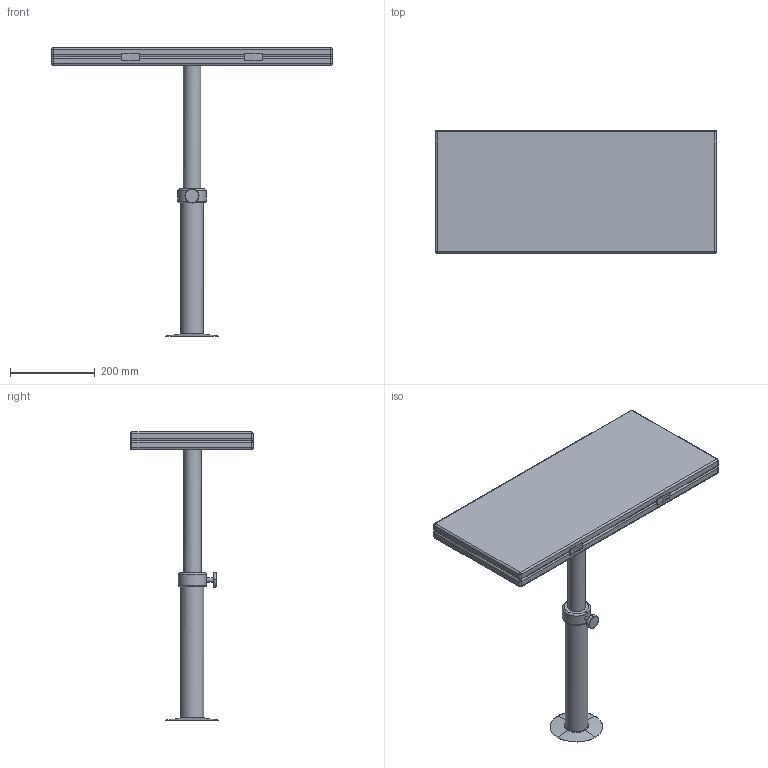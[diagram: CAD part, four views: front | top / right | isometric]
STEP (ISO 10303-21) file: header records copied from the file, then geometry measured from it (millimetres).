
FILE_DESCRIPTION(('FreeCAD Model'),'2;1');
FILE_NAME('Open CASCADE Shape Model','2025-05-03T07:58:53',('FreeCAD'),( 'FreeCAD'),'Open CASCADE STEP processor 7.6','FreeCAD','Unknown');
FILE_SCHEMA(('AUTOMOTIVE_DESIGN { 1 0 10303 214 1 1 1 1 }'));
Length unit declared in the file: millimetre
Products named in the file (1): Open CASCADE STEP translator 7.6 1
Bounding box: 663.28 x 291.64 x 679.95 mm (x, y, z)
Volume: 7958221.5 mm3; surface area: 969830.5 mm2
Topology: 8 solids, 34 shells, 122 faces, 296 edges, 206 vertices
Faces by surface type: bspline 122
Entity records: 3796 total; most frequent: CARTESIAN_POINT 2131, ORIENTED_EDGE 488, EDGE_CURVE 296, VERTEX_POINT 212, B_SPLINE_CURVE_WITH_KNOTS 158, FACE_BOUND 125, EDGE_LOOP 125, ADVANCED_FACE 122
